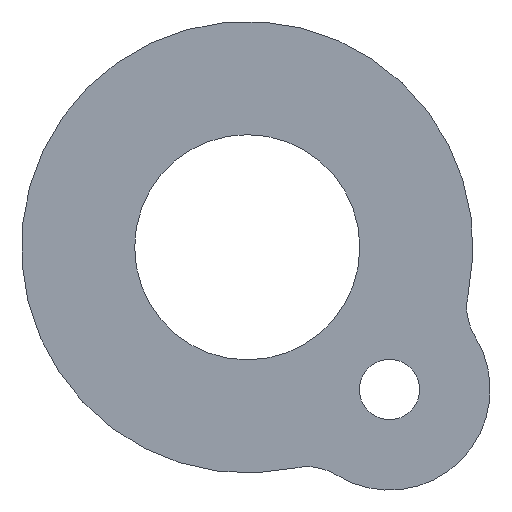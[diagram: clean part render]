
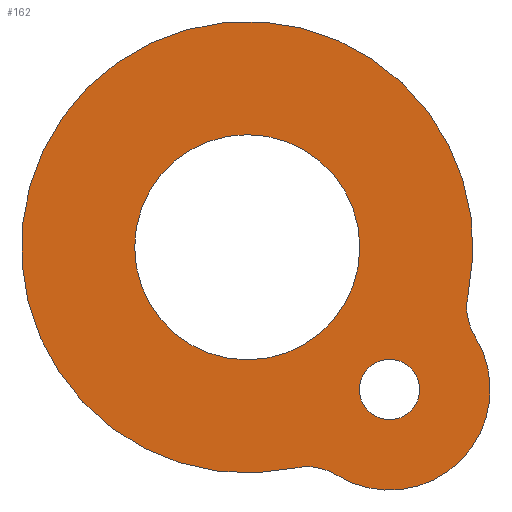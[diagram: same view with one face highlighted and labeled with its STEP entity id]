
A CAD part, front view. The second image highlights one B-rep face of the part: STEP entity #162.
In plain terms, the highlighted planar face has unit normal (0, -1, 0).
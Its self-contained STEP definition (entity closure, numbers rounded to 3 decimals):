
#16=FACE_BOUND('',#37,.T.);
#17=FACE_BOUND('',#38,.T.);
#21=PLANE('',#189);
#25=FACE_OUTER_BOUND('',#36,.T.);
#36=EDGE_LOOP('',(#117,#118,#119,#120));
#37=EDGE_LOOP('',(#121));
#38=EDGE_LOOP('',(#122));
#63=CIRCLE('',#186,2.1);
#65=CIRCLE('',#190,7.);
#66=CIRCLE('',#191,4.);
#67=CIRCLE('',#192,15.713);
#68=CIRCLE('',#193,4.);
#69=CIRCLE('',#194,7.836);
#77=VERTEX_POINT('',#269);
#79=VERTEX_POINT('',#276);
#80=VERTEX_POINT('',#277);
#81=VERTEX_POINT('',#279);
#82=VERTEX_POINT('',#281);
#83=VERTEX_POINT('',#284);
#92=EDGE_CURVE('',#77,#77,#63,.T.);
#94=EDGE_CURVE('',#79,#80,#65,.T.);
#95=EDGE_CURVE('',#81,#80,#66,.T.);
#96=EDGE_CURVE('',#82,#81,#67,.T.);
#97=EDGE_CURVE('',#79,#82,#68,.T.);
#98=EDGE_CURVE('',#83,#83,#69,.T.);
#117=ORIENTED_EDGE('',*,*,#94,.T.);
#118=ORIENTED_EDGE('',*,*,#95,.F.);
#119=ORIENTED_EDGE('',*,*,#96,.F.);
#120=ORIENTED_EDGE('',*,*,#97,.F.);
#121=ORIENTED_EDGE('',*,*,#92,.T.);
#122=ORIENTED_EDGE('',*,*,#98,.F.);
#162=ADVANCED_FACE('',(#25,#16,#17),#21,.F.);
#186=AXIS2_PLACEMENT_3D('',#271,#215,#216);
#189=AXIS2_PLACEMENT_3D('',#275,#221,#222);
#190=AXIS2_PLACEMENT_3D('',#278,#223,#224);
#191=AXIS2_PLACEMENT_3D('',#280,#225,#226);
#192=AXIS2_PLACEMENT_3D('',#282,#227,#228);
#193=AXIS2_PLACEMENT_3D('',#283,#229,#230);
#194=AXIS2_PLACEMENT_3D('',#285,#231,#232);
#215=DIRECTION('center_axis',(0.,1.,0.));
#216=DIRECTION('ref_axis',(-1.,0.,0.));
#221=DIRECTION('center_axis',(0.,1.,0.));
#222=DIRECTION('ref_axis',(-1.,0.,0.));
#223=DIRECTION('center_axis',(0.,-1.,0.));
#224=DIRECTION('ref_axis',(-1.,0.,0.));
#225=DIRECTION('center_axis',(0.,-1.,0.));
#226=DIRECTION('ref_axis',(-0.986,0.,-0.169));
#227=DIRECTION('center_axis',(0.,1.,0.));
#228=DIRECTION('ref_axis',(-1.,0.,0.));
#229=DIRECTION('center_axis',(0.,-1.,0.));
#230=DIRECTION('ref_axis',(0.169,0.,0.986));
#231=DIRECTION('center_axis',(0.,-1.,0.));
#232=DIRECTION('ref_axis',(-1.,0.,0.));
#269=CARTESIAN_POINT('',(57.135,-17.5,-15.911));
#271=CARTESIAN_POINT('Origin',(55.035,-17.5,-15.911));
#275=CARTESIAN_POINT('Origin',(45.136,-17.5,-6.011));
#276=CARTESIAN_POINT('',(51.372,-17.5,-21.876));
#277=CARTESIAN_POINT('',(61.,-17.5,-12.247));
#278=CARTESIAN_POINT('Origin',(55.035,-17.5,-15.911));
#279=CARTESIAN_POINT('',(60.498,-17.5,-9.313));
#280=CARTESIAN_POINT('Origin',(64.408,-17.5,-10.154));
#281=CARTESIAN_POINT('',(48.438,-17.5,-21.373));
#282=CARTESIAN_POINT('Origin',(45.136,-17.5,-6.011));
#283=CARTESIAN_POINT('Origin',(49.278,-17.5,-25.284));
#284=CARTESIAN_POINT('',(52.972,-17.5,-6.011));
#285=CARTESIAN_POINT('Origin',(45.136,-17.5,-6.011));
